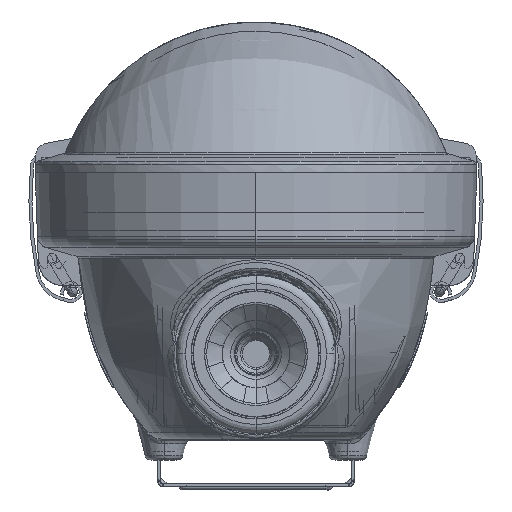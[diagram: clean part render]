
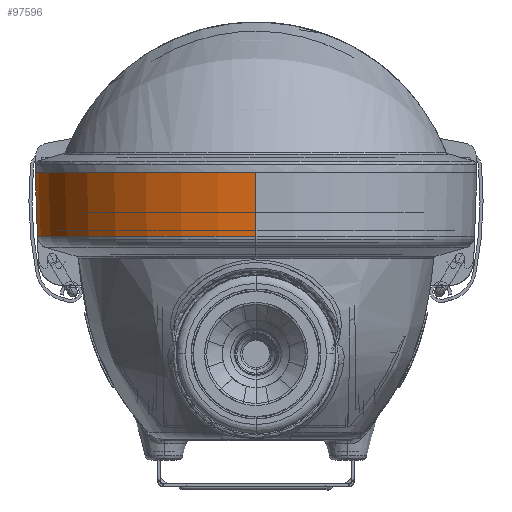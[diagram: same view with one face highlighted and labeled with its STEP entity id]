
A CAD part, front view. The second image highlights one B-rep face of the part: STEP entity #97596.
In plain terms, the highlighted conical face has half-angle 2 degrees and reference radius 35.588 mm.
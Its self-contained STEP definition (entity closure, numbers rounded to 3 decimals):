
#882 = ORIENTED_EDGE ( 'NONE', *, *, #109683, .F. ) ;
#3380 = CONICAL_SURFACE ( 'NONE', #79791, 35.588, 0.035 ) ;
#3390 = VERTEX_POINT ( 'NONE', #48199 ) ;
#6457 = VERTEX_POINT ( 'NONE', #127236 ) ;
#8700 = VERTEX_POINT ( 'NONE', #97720 ) ;
#11223 = DIRECTION ( 'NONE',  ( 0., 0., 1. ) ) ;
#16282 = FACE_OUTER_BOUND ( 'NONE', #100036, .T. ) ;
#20752 = CIRCLE ( 'NONE', #53578, 35.639 ) ;
#21262 = VECTOR ( 'NONE', #21996, 1000. ) ;
#21996 = DIRECTION ( 'NONE',  ( -0.035, 0., 0.999 ) ) ;
#22150 = DIRECTION ( 'NONE',  ( 0., 1., 0. ) ) ;
#26529 = CARTESIAN_POINT ( 'NONE',  ( 24.508, -1377.177, -459.656 ) ) ;
#26723 = ORIENTED_EDGE ( 'NONE', *, *, #96711, .T. ) ;
#30919 = ORIENTED_EDGE ( 'NONE', *, *, #104424, .T. ) ;
#37078 = ORIENTED_EDGE ( 'NONE', *, *, #48015, .T. ) ;
#48015 = EDGE_CURVE ( 'NONE', #6457, #3390, #52779, .T. ) ;
#48199 = CARTESIAN_POINT ( 'NONE',  ( 24.508, -1413.177, -447.856 ) ) ;
#52779 = LINE ( 'NONE', #79639, #122452 ) ;
#53578 = AXIS2_PLACEMENT_3D ( 'NONE', #84361, #11223, #22150 ) ;
#54223 = VERTEX_POINT ( 'NONE', #113681 ) ;
#57851 = CARTESIAN_POINT ( 'NONE',  ( 24.508, -1377.177, -447.856 ) ) ;
#70263 = DIRECTION ( 'NONE',  ( 0., 0., 1. ) ) ;
#76272 = AXIS2_PLACEMENT_3D ( 'NONE', #57851, #110454, #118680 ) ;
#79639 = CARTESIAN_POINT ( 'NONE',  ( 24.508, -1412.764, -459.656 ) ) ;
#79791 = AXIS2_PLACEMENT_3D ( 'NONE', #26529, #70263, #111946 ) ;
#84361 = CARTESIAN_POINT ( 'NONE',  ( 24.508, -1377.177, -458.204 ) ) ;
#96711 = EDGE_CURVE ( 'NONE', #8700, #6457, #20752, .T. ) ;
#97596 = ADVANCED_FACE ( 'NONE', ( #16282 ), #3380, .T. ) ;
#97720 = CARTESIAN_POINT ( 'NONE',  ( -11.131, -1377.177, -458.204 ) ) ;
#100036 = EDGE_LOOP ( 'NONE', ( #26723, #37078, #30919, #882 ) ) ;
#104424 = EDGE_CURVE ( 'NONE', #3390, #54223, #135194, .T. ) ;
#106060 = CARTESIAN_POINT ( 'NONE',  ( -11.487, -1377.177, -447.997 ) ) ;
#109683 = EDGE_CURVE ( 'NONE', #8700, #54223, #115654, .T. ) ;
#110454 = DIRECTION ( 'NONE',  ( 0., 0., -1. ) ) ;
#111946 = DIRECTION ( 'NONE',  ( 0., -1., 0. ) ) ;
#113681 = CARTESIAN_POINT ( 'NONE',  ( -11.492, -1377.177, -447.856 ) ) ;
#115654 = LINE ( 'NONE', #106060, #21262 ) ;
#118680 = DIRECTION ( 'NONE',  ( 0., 1., 0. ) ) ;
#122452 = VECTOR ( 'NONE', #125209, 1000. ) ;
#125209 = DIRECTION ( 'NONE',  ( 0., -0.035, 0.999 ) ) ;
#127236 = CARTESIAN_POINT ( 'NONE',  ( 24.508, -1412.815, -458.204 ) ) ;
#135194 = CIRCLE ( 'NONE', #76272, 36. ) ;
